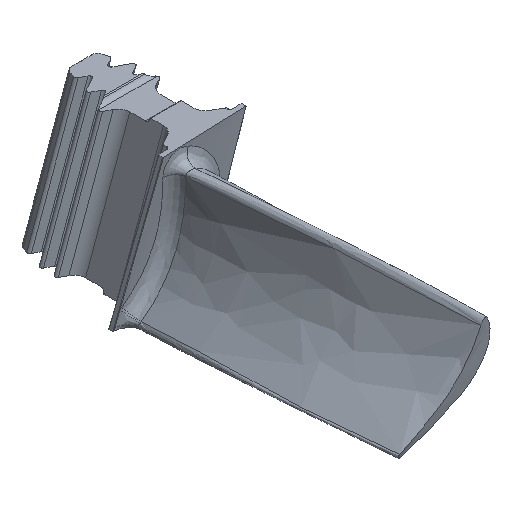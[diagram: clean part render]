
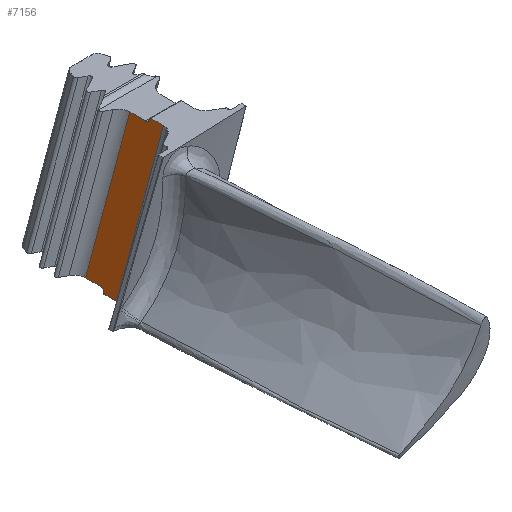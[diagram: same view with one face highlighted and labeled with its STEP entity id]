
A CAD part, isometric view. The second image highlights one B-rep face of the part: STEP entity #7156.
In plain terms, the highlighted planar face has unit normal (-0.94, 0, 0.342).
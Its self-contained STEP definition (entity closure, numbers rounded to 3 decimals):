
#2392=CARTESIAN_POINT('Vertex',(3.442,-40.773,27.)) ;
#2395=CARTESIAN_POINT('Line Origine',(-6.774,-40.773,-1.069)) ;
#2399=CARTESIAN_POINT('Vertex',(-16.212,-40.773,-27.)) ;
#6417=CARTESIAN_POINT('Vertex',(2.896,-27.229,25.5)) ;
#6427=CARTESIAN_POINT('Vertex',(-15.666,-27.229,-25.5)) ;
#6430=CARTESIAN_POINT('Line Origine',(-6.71,-27.229,-0.892)) ;
#6859=CARTESIAN_POINT('Line Origine',(-15.666,-30.514,-25.5)) ;
#6863=CARTESIAN_POINT('Vertex',(-15.666,-33.799,-25.5)) ;
#6903=CARTESIAN_POINT('Line Origine',(2.896,-30.514,25.5)) ;
#6907=CARTESIAN_POINT('Vertex',(2.896,-33.799,25.5)) ;
#6932=CARTESIAN_POINT('Vertex',(-16.212,-35.396,-27.)) ;
#6942=CARTESIAN_POINT('Line Origine',(-16.212,-38.084,-27.)) ;
#6984=CARTESIAN_POINT('Vertex',(-16.178,-35.296,-26.906)) ;
#6990=CARTESIAN_POINT('Control Point',(-15.666,-33.799,-25.5)) ;
#6991=CARTESIAN_POINT('Control Point',(-15.666,-34.266,-25.5)) ;
#6992=CARTESIAN_POINT('Control Point',(-15.733,-34.734,-25.682)) ;
#6993=CARTESIAN_POINT('Control Point',(-15.864,-35.082,-26.042)) ;
#6994=CARTESIAN_POINT('Control Point',(-16.019,-35.269,-26.468)) ;
#6995=CARTESIAN_POINT('Control Point',(-16.178,-35.296,-26.906)) ;
#7025=CARTESIAN_POINT('Control Point',(-16.178,-35.296,-26.906)) ;
#7026=CARTESIAN_POINT('Control Point',(-16.191,-35.298,-26.943)) ;
#7027=CARTESIAN_POINT('Control Point',(-16.205,-35.318,-26.979)) ;
#7028=CARTESIAN_POINT('Control Point',(-16.212,-35.357,-27.)) ;
#7029=CARTESIAN_POINT('Control Point',(-16.212,-35.396,-27.)) ;
#7038=CARTESIAN_POINT('Line Origine',(3.442,-38.084,27.)) ;
#7042=CARTESIAN_POINT('Vertex',(3.442,-35.396,27.)) ;
#7093=CARTESIAN_POINT('Vertex',(3.408,-35.296,26.906)) ;
#7105=CARTESIAN_POINT('Control Point',(3.408,-35.296,26.906)) ;
#7106=CARTESIAN_POINT('Control Point',(3.249,-35.269,26.469)) ;
#7107=CARTESIAN_POINT('Control Point',(3.093,-35.082,26.041)) ;
#7108=CARTESIAN_POINT('Control Point',(2.963,-34.734,25.683)) ;
#7109=CARTESIAN_POINT('Control Point',(2.896,-34.265,25.5)) ;
#7110=CARTESIAN_POINT('Control Point',(2.896,-33.799,25.5)) ;
#7119=CARTESIAN_POINT('Axis2P3D Location',(-5.638,-24.342,2.052)) ;
#7125=CARTESIAN_POINT('Control Point',(3.442,-35.396,27.)) ;
#7126=CARTESIAN_POINT('Control Point',(3.442,-35.393,27.)) ;
#7127=CARTESIAN_POINT('Control Point',(3.442,-35.39,27.)) ;
#7128=CARTESIAN_POINT('Control Point',(3.442,-35.387,27.)) ;
#7129=CARTESIAN_POINT('Control Point',(3.442,-35.378,26.999)) ;
#7130=CARTESIAN_POINT('Control Point',(3.441,-35.369,26.997)) ;
#7131=CARTESIAN_POINT('Control Point',(3.44,-35.363,26.995)) ;
#7132=CARTESIAN_POINT('Control Point',(3.438,-35.349,26.989)) ;
#7133=CARTESIAN_POINT('Control Point',(3.435,-35.336,26.981)) ;
#7134=CARTESIAN_POINT('Control Point',(3.433,-35.329,26.975)) ;
#7135=CARTESIAN_POINT('Control Point',(3.428,-35.316,26.962)) ;
#7136=CARTESIAN_POINT('Control Point',(3.423,-35.307,26.947)) ;
#7137=CARTESIAN_POINT('Control Point',(3.42,-35.303,26.938)) ;
#7138=CARTESIAN_POINT('Control Point',(3.416,-35.299,26.927)) ;
#7139=CARTESIAN_POINT('Control Point',(3.411,-35.297,26.915)) ;
#7140=CARTESIAN_POINT('Control Point',(3.41,-35.297,26.912)) ;
#7141=CARTESIAN_POINT('Control Point',(3.409,-35.296,26.909)) ;
#7142=CARTESIAN_POINT('Control Point',(3.408,-35.296,26.906)) ;
#2397=VECTOR('Line Direction',#2396,1.) ;
#6432=VECTOR('Line Direction',#6431,1.) ;
#6861=VECTOR('Line Direction',#6860,1.) ;
#6905=VECTOR('Line Direction',#6904,1.) ;
#6944=VECTOR('Line Direction',#6943,1.) ;
#7040=VECTOR('Line Direction',#7039,1.) ;
#2396=DIRECTION('Vector Direction',(0.342,0.,0.94)) ;
#6431=DIRECTION('Vector Direction',(0.342,0.,0.94)) ;
#6860=DIRECTION('Vector Direction',(0.,-1.,0.)) ;
#6904=DIRECTION('Vector Direction',(0.,-1.,0.)) ;
#6943=DIRECTION('Vector Direction',(0.,-1.,0.)) ;
#7039=DIRECTION('Vector Direction',(0.,-1.,0.)) ;
#7120=DIRECTION('Axis2P3D Direction',(-0.94,0.,0.342)) ;
#7121=DIRECTION('Axis2P3D XDirection',(-0.,-1.,0.)) ;
#7122=AXIS2_PLACEMENT_3D('Plane Axis2P3D',#7119,#7120,#7121) ;
#2398=LINE('Line',#2395,#2397) ;
#6433=LINE('Line',#6430,#6432) ;
#6862=LINE('Line',#6859,#6861) ;
#6906=LINE('Line',#6903,#6905) ;
#6945=LINE('Line',#6942,#6944) ;
#7041=LINE('Line',#7038,#7040) ;
#7123=PLANE('',#7122) ;
#2401=EDGE_CURVE('',#2393,#2400,#2398,.F.) ;
#6434=EDGE_CURVE('',#6418,#6428,#6433,.F.) ;
#6865=EDGE_CURVE('',#6428,#6864,#6862,.T.) ;
#6909=EDGE_CURVE('',#6418,#6908,#6906,.T.) ;
#6946=EDGE_CURVE('',#6933,#2400,#6945,.T.) ;
#6996=EDGE_CURVE('',#6864,#6985,#6989,.T.) ;
#7030=EDGE_CURVE('',#6933,#6985,#7024,.F.) ;
#7044=EDGE_CURVE('',#7043,#2393,#7041,.T.) ;
#7111=EDGE_CURVE('',#7094,#6908,#7104,.T.) ;
#7143=EDGE_CURVE('',#7094,#7043,#7124,.F.) ;
#7145=ORIENTED_EDGE('',*,*,#7111,.T.) ;
#7146=ORIENTED_EDGE('',*,*,#6909,.F.) ;
#7147=ORIENTED_EDGE('',*,*,#6434,.T.) ;
#7148=ORIENTED_EDGE('',*,*,#6865,.T.) ;
#7149=ORIENTED_EDGE('',*,*,#6996,.T.) ;
#7150=ORIENTED_EDGE('',*,*,#7030,.F.) ;
#7151=ORIENTED_EDGE('',*,*,#6946,.T.) ;
#7152=ORIENTED_EDGE('',*,*,#2401,.F.) ;
#7153=ORIENTED_EDGE('',*,*,#7044,.F.) ;
#7154=ORIENTED_EDGE('',*,*,#7143,.F.) ;
#7144=EDGE_LOOP('',(#7145,#7146,#7147,#7148,#7149,#7150,#7151,#7152,#7153,#7154)) ;
#2393=VERTEX_POINT('',#2392) ;
#2400=VERTEX_POINT('',#2399) ;
#6418=VERTEX_POINT('',#6417) ;
#6428=VERTEX_POINT('',#6427) ;
#6864=VERTEX_POINT('',#6863) ;
#6908=VERTEX_POINT('',#6907) ;
#6933=VERTEX_POINT('',#6932) ;
#6985=VERTEX_POINT('',#6984) ;
#7043=VERTEX_POINT('',#7042) ;
#7094=VERTEX_POINT('',#7093) ;
#7156=ADVANCED_FACE('Ref.',(#7155),#7123,.T.) ;
#6989=B_SPLINE_CURVE_WITH_KNOTS('',5,(#6990,#6991,#6992,#6993,#6994,#6995),.UNSPECIFIED.,.F.,.U.,(6,6),(0.,3.299),.UNSPECIFIED.) ;
#7024=B_SPLINE_CURVE_WITH_KNOTS('',4,(#7025,#7026,#7027,#7028,#7029),.UNSPECIFIED.,.F.,.U.,(5,5),(0.,0.219),.UNSPECIFIED.) ;
#7104=B_SPLINE_CURVE_WITH_KNOTS('',5,(#7105,#7106,#7107,#7108,#7109,#7110),.UNSPECIFIED.,.F.,.U.,(6,6),(0.141,3.44),.UNSPECIFIED.) ;
#7124=B_SPLINE_CURVE_WITH_KNOTS('',5,(#7125,#7126,#7127,#7128,#7129,#7130,#7131,#7132,#7133,#7134,#7135,#7136,#7137,#7138,#7139,#7140,#7141,#7142),.UNSPECIFIED.,.F.,.U.,(6,3,3,3,3,6),(0.,0.021,0.064,0.13,0.197,0.219),.UNSPECIFIED.) ;
#7155=FACE_OUTER_BOUND('',#7144,.T.) ;
